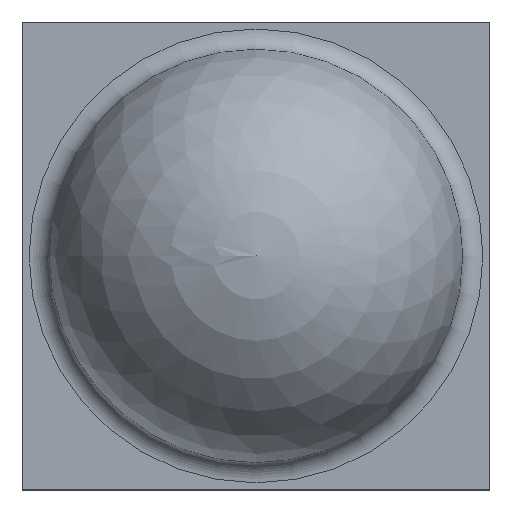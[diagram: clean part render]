
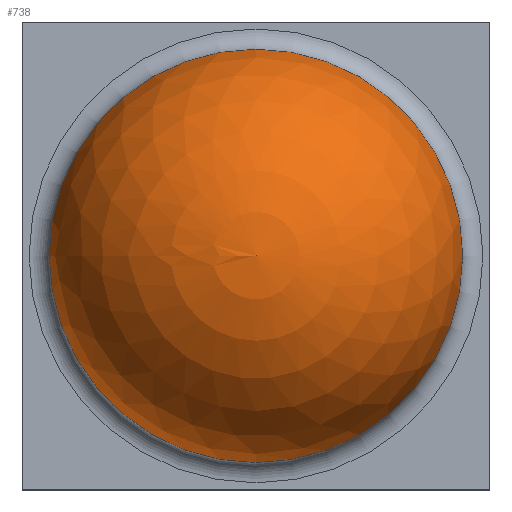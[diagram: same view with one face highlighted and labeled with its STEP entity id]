
A CAD part, top view. The second image highlights one B-rep face of the part: STEP entity #738.
In plain terms, the highlighted spherical face has radius 1.53 mm.
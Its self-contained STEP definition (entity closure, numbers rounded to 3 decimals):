
#21=SPHERICAL_SURFACE('',#774,1.53);
#23=CIRCLE('',#775,1.524);
#156=ORIENTED_EDGE('',*,*,#225,.T.);
#225=EDGE_CURVE('',#269,#269,#23,.F.);
#269=VERTEX_POINT('',#1048);
#432=EDGE_LOOP('',(#156));
#467=FACE_BOUND('',#432,.T.);
#738=ADVANCED_FACE('',(#467),#21,.T.);
#774=AXIS2_PLACEMENT_3D('',#1046,#902,#903);
#775=AXIS2_PLACEMENT_3D('',#1047,#904,#905);
#902=DIRECTION('',(0.,0.,1.));
#903=DIRECTION('',(-1.,0.,0.));
#904=DIRECTION('',(0.,0.,-1.));
#905=DIRECTION('',(-1.,0.,0.));
#1046=CARTESIAN_POINT('',(0.,0.,0.73));
#1047=CARTESIAN_POINT('',(0.,0.,0.867));
#1048=CARTESIAN_POINT('',(-1.524,0.,0.867));
